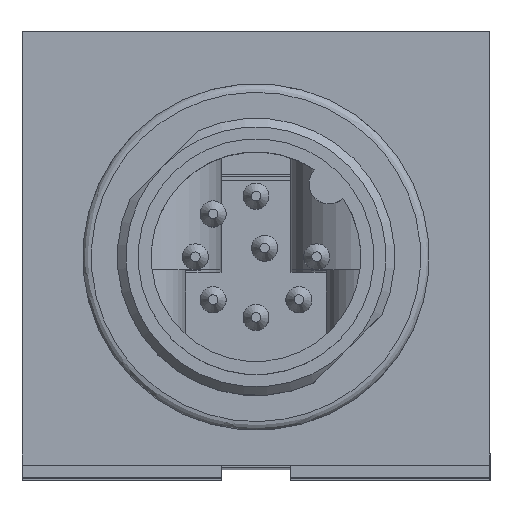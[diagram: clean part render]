
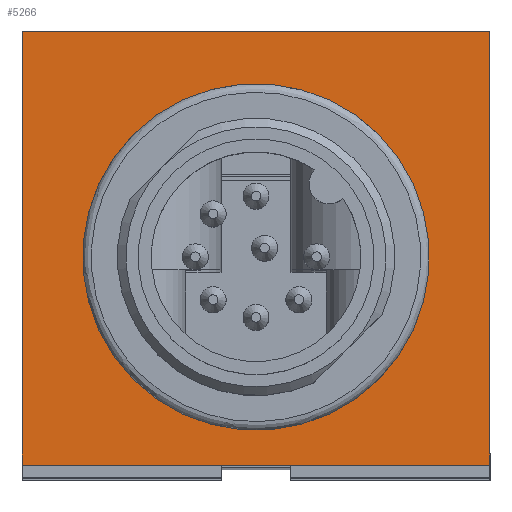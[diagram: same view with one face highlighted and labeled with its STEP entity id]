
A CAD part, top view. The second image highlights one B-rep face of the part: STEP entity #5266.
In plain terms, the highlighted planar face has unit normal (0, 0, 1).
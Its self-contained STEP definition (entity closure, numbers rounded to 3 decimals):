
#123 = EDGE_LOOP ( 'NONE', ( #6163, #6179, #4467, #4349 ) ) ;
#157 = AXIS2_PLACEMENT_3D ( 'NONE', #3319, #1151, #4448 ) ;
#267 = VERTEX_POINT ( 'NONE', #2869 ) ;
#614 = DIRECTION ( 'NONE',  ( -1., 0., 0. ) ) ;
#810 = LINE ( 'NONE', #4381, #825 ) ;
#825 = VECTOR ( 'NONE', #2413, 1000. ) ;
#1098 = VERTEX_POINT ( 'NONE', #2921 ) ;
#1151 = DIRECTION ( 'NONE',  ( 0., 0., 1. ) ) ;
#1498 = CARTESIAN_POINT ( 'NONE',  ( -13.5, 25.7, 61. ) ) ;
#1728 = CARTESIAN_POINT ( 'NONE',  ( 13.5, 25.7, 61. ) ) ;
#1797 = VECTOR ( 'NONE', #5341, 1000. ) ;
#2281 = VECTOR ( 'NONE', #4931, 1000. ) ;
#2408 = DIRECTION ( 'NONE',  ( 0., 0., -1. ) ) ;
#2413 = DIRECTION ( 'NONE',  ( 0., -1., 0. ) ) ;
#2631 = EDGE_CURVE ( 'NONE', #2687, #1098, #810, .T. ) ;
#2687 = VERTEX_POINT ( 'NONE', #6218 ) ;
#2852 = EDGE_CURVE ( 'NONE', #1098, #267, #3034, .T. ) ;
#2869 = CARTESIAN_POINT ( 'NONE',  ( 13.5, 0.7, 61. ) ) ;
#2921 = CARTESIAN_POINT ( 'NONE',  ( -13.5, 0.7, 61. ) ) ;
#2971 = EDGE_CURVE ( 'NONE', #267, #3941, #5490, .T. ) ;
#3034 = LINE ( 'NONE', #4976, #2281 ) ;
#3151 = ORIENTED_EDGE ( 'NONE', *, *, #3154, .F. ) ;
#3154 = EDGE_CURVE ( 'NONE', #3640, #3640, #3328, .T. ) ;
#3319 = CARTESIAN_POINT ( 'NONE',  ( 0., 12.7, 61. ) ) ;
#3328 = CIRCLE ( 'NONE', #157, 9.1 ) ;
#3640 = VERTEX_POINT ( 'NONE', #6178 ) ;
#3941 = VERTEX_POINT ( 'NONE', #1728 ) ;
#4053 = EDGE_CURVE ( 'NONE', #3941, #2687, #5224, .T. ) ;
#4252 = EDGE_LOOP ( 'NONE', ( #3151 ) ) ;
#4267 = AXIS2_PLACEMENT_3D ( 'NONE', #5842, #2408, #5903 ) ;
#4349 = ORIENTED_EDGE ( 'NONE', *, *, #2852, .T. ) ;
#4381 = CARTESIAN_POINT ( 'NONE',  ( -13.5, 25.7, 61. ) ) ;
#4448 = DIRECTION ( 'NONE',  ( 1., 0., 0. ) ) ;
#4467 = ORIENTED_EDGE ( 'NONE', *, *, #2631, .T. ) ;
#4712 = VECTOR ( 'NONE', #614, 1000. ) ;
#4835 = FACE_OUTER_BOUND ( 'NONE', #123, .T. ) ;
#4931 = DIRECTION ( 'NONE',  ( 1., 0., 0. ) ) ;
#4933 = PLANE ( 'NONE',  #4267 ) ;
#4976 = CARTESIAN_POINT ( 'NONE',  ( 13.5, 0.7, 61. ) ) ;
#5004 = FACE_BOUND ( 'NONE', #4252, .T. ) ;
#5144 = CARTESIAN_POINT ( 'NONE',  ( 13.5, 0.7, 61. ) ) ;
#5224 = LINE ( 'NONE', #1498, #4712 ) ;
#5266 = ADVANCED_FACE ( 'NONE', ( #5004, #4835 ), #4933, .F. ) ;
#5341 = DIRECTION ( 'NONE',  ( 0., 1., 0. ) ) ;
#5490 = LINE ( 'NONE', #5144, #1797 ) ;
#5842 = CARTESIAN_POINT ( 'NONE',  ( 0., 0., 61. ) ) ;
#5903 = DIRECTION ( 'NONE',  ( -1., 0., 0. ) ) ;
#6163 = ORIENTED_EDGE ( 'NONE', *, *, #2971, .T. ) ;
#6178 = CARTESIAN_POINT ( 'NONE',  ( 9.1, 12.7, 61. ) ) ;
#6179 = ORIENTED_EDGE ( 'NONE', *, *, #4053, .T. ) ;
#6218 = CARTESIAN_POINT ( 'NONE',  ( -13.5, 25.7, 61. ) ) ;
